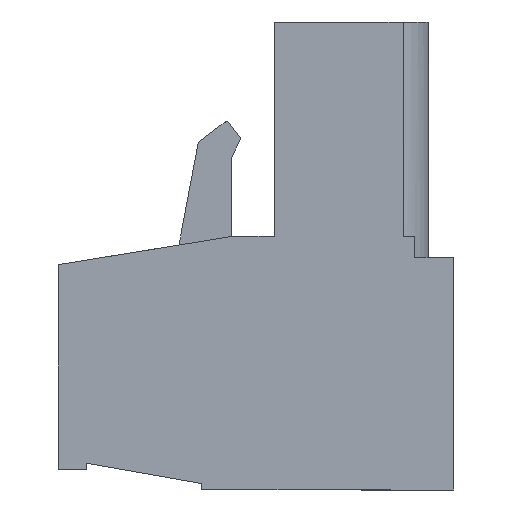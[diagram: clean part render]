
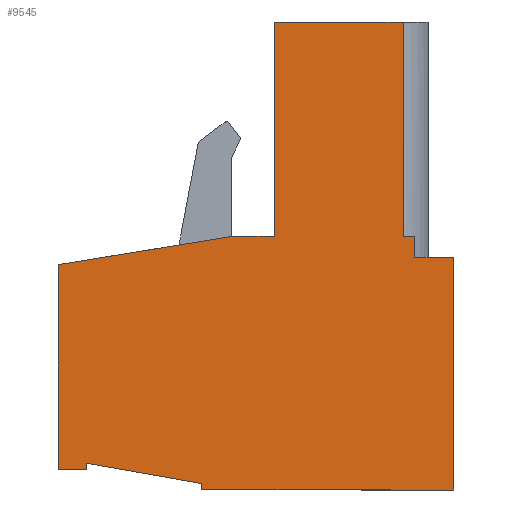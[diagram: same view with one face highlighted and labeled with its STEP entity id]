
A CAD part, left-side view. The second image highlights one B-rep face of the part: STEP entity #9545.
In plain terms, the highlighted planar face has unit normal (-1, 0, 0).
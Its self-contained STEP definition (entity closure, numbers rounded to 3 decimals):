
#217 = EDGE_CURVE ( 'NONE', #13161, #12629, #2144, .T. ) ;
#515 = DIRECTION ( 'NONE',  ( 0., -1., 0. ) ) ;
#670 = CARTESIAN_POINT ( 'NONE',  ( 0., 15.33, -0.26 ) ) ;
#723 = CARTESIAN_POINT ( 'NONE',  ( 0., 15.33, -0.26 ) ) ;
#762 = VERTEX_POINT ( 'NONE', #7299 ) ;
#768 = LINE ( 'NONE', #13524, #7016 ) ;
#769 = DIRECTION ( 'NONE',  ( 0., 0., -1. ) ) ;
#883 = ORIENTED_EDGE ( 'NONE', *, *, #2821, .F. ) ;
#918 = CARTESIAN_POINT ( 'NONE',  ( 0., 1.51, 0. ) ) ;
#1159 = DIRECTION ( 'NONE',  ( 0., -1., 0. ) ) ;
#1166 = ORIENTED_EDGE ( 'NONE', *, *, #11901, .F. ) ;
#1287 = LINE ( 'NONE', #11161, #9080 ) ;
#1520 = EDGE_CURVE ( 'NONE', #12431, #13718, #1287, .T. ) ;
#1565 = VERTEX_POINT ( 'NONE', #12656 ) ;
#1685 = PLANE ( 'NONE',  #8044 ) ;
#1868 = VECTOR ( 'NONE', #4452, 1000. ) ;
#1955 = LINE ( 'NONE', #13729, #4907 ) ;
#2144 = LINE ( 'NONE', #2741, #5100 ) ;
#2182 = CARTESIAN_POINT ( 'NONE',  ( 0., 14.24, -7.96 ) ) ;
#2561 = DIRECTION ( 'NONE',  ( 0., 0., 1. ) ) ;
#2577 = DIRECTION ( 'NONE',  ( 0., 0.985, 0.174 ) ) ;
#2741 = CARTESIAN_POINT ( 'NONE',  ( 0., 9.77, -9. ) ) ;
#2755 = VECTOR ( 'NONE', #515, 1000. ) ;
#2821 = EDGE_CURVE ( 'NONE', #4303, #4630, #6775, .T. ) ;
#2844 = VERTEX_POINT ( 'NONE', #723 ) ;
#2939 = CARTESIAN_POINT ( 'NONE',  ( 0., 1.51, 0.85 ) ) ;
#2987 = ORIENTED_EDGE ( 'NONE', *, *, #1520, .F. ) ;
#3049 = ORIENTED_EDGE ( 'NONE', *, *, #217, .F. ) ;
#3076 = EDGE_CURVE ( 'NONE', #1565, #4303, #6588, .T. ) ;
#3111 = CARTESIAN_POINT ( 'NONE',  ( 0., 1.51, 0. ) ) ;
#3237 = ORIENTED_EDGE ( 'NONE', *, *, #3076, .F. ) ;
#3293 = ORIENTED_EDGE ( 'NONE', *, *, #12243, .F. ) ;
#3422 = LINE ( 'NONE', #10718, #11848 ) ;
#3436 = CARTESIAN_POINT ( 'NONE',  ( 0., 6.96, 0.85 ) ) ;
#3618 = EDGE_CURVE ( 'NONE', #12629, #12431, #8468, .T. ) ;
#3822 = EDGE_CURVE ( 'NONE', #762, #8738, #11540, .T. ) ;
#3841 = VECTOR ( 'NONE', #11720, 1000. ) ;
#3944 = ORIENTED_EDGE ( 'NONE', *, *, #9837, .F. ) ;
#4110 = VECTOR ( 'NONE', #7585, 1000. ) ;
#4171 = VERTEX_POINT ( 'NONE', #11019 ) ;
#4303 = VERTEX_POINT ( 'NONE', #9078 ) ;
#4351 = EDGE_CURVE ( 'NONE', #4171, #11262, #768, .T. ) ;
#4452 = DIRECTION ( 'NONE',  ( 0., -1., 0. ) ) ;
#4630 = VERTEX_POINT ( 'NONE', #3111 ) ;
#4740 = DIRECTION ( 'NONE',  ( 0., 0., -1. ) ) ;
#4907 = VECTOR ( 'NONE', #11529, 1000. ) ;
#5037 = DIRECTION ( 'NONE',  ( 0., 0., -1. ) ) ;
#5100 = VECTOR ( 'NONE', #2561, 1000. ) ;
#5172 = LINE ( 'NONE', #9911, #1868 ) ;
#5309 = VECTOR ( 'NONE', #12257, 1000. ) ;
#5408 = ORIENTED_EDGE ( 'NONE', *, *, #4351, .F. ) ;
#5508 = VERTEX_POINT ( 'NONE', #8073 ) ;
#5540 = VECTOR ( 'NONE', #2577, 1000. ) ;
#5752 = EDGE_CURVE ( 'NONE', #13718, #13232, #3422, .T. ) ;
#5915 = CARTESIAN_POINT ( 'NONE',  ( 0., 9.77, -8.75 ) ) ;
#6214 = DIRECTION ( 'NONE',  ( 0., -0.987, 0.16 ) ) ;
#6588 = LINE ( 'NONE', #8907, #9502 ) ;
#6775 = LINE ( 'NONE', #2939, #3841 ) ;
#6983 = VECTOR ( 'NONE', #12308, 1000. ) ;
#7016 = VECTOR ( 'NONE', #4740, 1000. ) ;
#7159 = ORIENTED_EDGE ( 'NONE', *, *, #3618, .F. ) ;
#7246 = EDGE_CURVE ( 'NONE', #2844, #5508, #13351, .T. ) ;
#7299 = CARTESIAN_POINT ( 'NONE',  ( 0., 6.96, 9.15 ) ) ;
#7334 = LINE ( 'NONE', #10139, #6983 ) ;
#7576 = ORIENTED_EDGE ( 'NONE', *, *, #5752, .F. ) ;
#7585 = DIRECTION ( 'NONE',  ( 0., -1., 0. ) ) ;
#7963 = EDGE_CURVE ( 'NONE', #13232, #2844, #7334, .T. ) ;
#8044 = AXIS2_PLACEMENT_3D ( 'NONE', #13752, #11593, #5037 ) ;
#8073 = CARTESIAN_POINT ( 'NONE',  ( 0., 8.49, 0.85 ) ) ;
#8126 = EDGE_CURVE ( 'NONE', #9284, #762, #1955, .T. ) ;
#8468 = LINE ( 'NONE', #5915, #5540 ) ;
#8470 = CARTESIAN_POINT ( 'NONE',  ( 0., 1.96, 9.15 ) ) ;
#8587 = LINE ( 'NONE', #13360, #5309 ) ;
#8647 = ORIENTED_EDGE ( 'NONE', *, *, #7246, .F. ) ;
#8738 = VERTEX_POINT ( 'NONE', #9845 ) ;
#8907 = CARTESIAN_POINT ( 'NONE',  ( 0., 1.96, 0.85 ) ) ;
#9078 = CARTESIAN_POINT ( 'NONE',  ( 0., 1.51, 0.85 ) ) ;
#9080 = VECTOR ( 'NONE', #12556, 1000. ) ;
#9245 = ORIENTED_EDGE ( 'NONE', *, *, #8126, .F. ) ;
#9284 = VERTEX_POINT ( 'NONE', #3436 ) ;
#9502 = VECTOR ( 'NONE', #1159, 1000. ) ;
#9545 = ADVANCED_FACE ( 'NONE', ( #11865 ), #1685, .F. ) ;
#9592 = VECTOR ( 'NONE', #769, 1000. ) ;
#9606 = CARTESIAN_POINT ( 'NONE',  ( 0., 9.77, -9. ) ) ;
#9837 = EDGE_CURVE ( 'NONE', #5508, #9284, #5172, .T. ) ;
#9845 = CARTESIAN_POINT ( 'NONE',  ( 0., 1.96, 9.15 ) ) ;
#9911 = CARTESIAN_POINT ( 'NONE',  ( 0., 8.49, 0.85 ) ) ;
#10112 = ORIENTED_EDGE ( 'NONE', *, *, #3822, .F. ) ;
#10139 = CARTESIAN_POINT ( 'NONE',  ( 0., 15.33, -8.2 ) ) ;
#10293 = LINE ( 'NONE', #918, #4110 ) ;
#10410 = CARTESIAN_POINT ( 'NONE',  ( 0., 6.96, 9.15 ) ) ;
#10714 = EDGE_CURVE ( 'NONE', #4630, #4171, #10293, .T. ) ;
#10718 = CARTESIAN_POINT ( 'NONE',  ( 0., 14.24, -8.2 ) ) ;
#10907 = EDGE_LOOP ( 'NONE', ( #11005, #883, #3237, #3293, #10112, #9245, #3944, #8647, #12280, #7576, #2987, #7159, #3049, #1166, #5408 ) ) ;
#11005 = ORIENTED_EDGE ( 'NONE', *, *, #10714, .F. ) ;
#11019 = CARTESIAN_POINT ( 'NONE',  ( 0., 0., 0. ) ) ;
#11161 = CARTESIAN_POINT ( 'NONE',  ( 0., 14.24, -7.96 ) ) ;
#11262 = VERTEX_POINT ( 'NONE', #14221 ) ;
#11529 = DIRECTION ( 'NONE',  ( 0., 0., 1. ) ) ;
#11540 = LINE ( 'NONE', #10410, #2755 ) ;
#11593 = DIRECTION ( 'NONE',  ( 1., 0., 0. ) ) ;
#11720 = DIRECTION ( 'NONE',  ( 0., 0., -1. ) ) ;
#11822 = DIRECTION ( 'NONE',  ( 0., 1., 0. ) ) ;
#11848 = VECTOR ( 'NONE', #11822, 1000. ) ;
#11865 = FACE_OUTER_BOUND ( 'NONE', #10907, .T. ) ;
#11901 = EDGE_CURVE ( 'NONE', #11262, #13161, #8587, .T. ) ;
#12170 = LINE ( 'NONE', #8470, #9592 ) ;
#12243 = EDGE_CURVE ( 'NONE', #8738, #1565, #12170, .T. ) ;
#12257 = DIRECTION ( 'NONE',  ( 0., 1., 0. ) ) ;
#12280 = ORIENTED_EDGE ( 'NONE', *, *, #7963, .F. ) ;
#12308 = DIRECTION ( 'NONE',  ( 0., 0., 1. ) ) ;
#12431 = VERTEX_POINT ( 'NONE', #2182 ) ;
#12556 = DIRECTION ( 'NONE',  ( 0., 0., -1. ) ) ;
#12629 = VERTEX_POINT ( 'NONE', #13019 ) ;
#12656 = CARTESIAN_POINT ( 'NONE',  ( 0., 1.96, 0.85 ) ) ;
#13005 = VECTOR ( 'NONE', #6214, 1000. ) ;
#13019 = CARTESIAN_POINT ( 'NONE',  ( 0., 9.77, -8.75 ) ) ;
#13161 = VERTEX_POINT ( 'NONE', #9606 ) ;
#13232 = VERTEX_POINT ( 'NONE', #14035 ) ;
#13351 = LINE ( 'NONE', #670, #13005 ) ;
#13360 = CARTESIAN_POINT ( 'NONE',  ( 0., 0., -9. ) ) ;
#13524 = CARTESIAN_POINT ( 'NONE',  ( 0., 0., 0. ) ) ;
#13718 = VERTEX_POINT ( 'NONE', #14108 ) ;
#13729 = CARTESIAN_POINT ( 'NONE',  ( 0., 6.96, 0.85 ) ) ;
#13752 = CARTESIAN_POINT ( 'NONE',  ( 0., 0., 0. ) ) ;
#14035 = CARTESIAN_POINT ( 'NONE',  ( 0., 15.33, -8.2 ) ) ;
#14108 = CARTESIAN_POINT ( 'NONE',  ( 0., 14.24, -8.2 ) ) ;
#14221 = CARTESIAN_POINT ( 'NONE',  ( 0., 0., -9. ) ) ;
